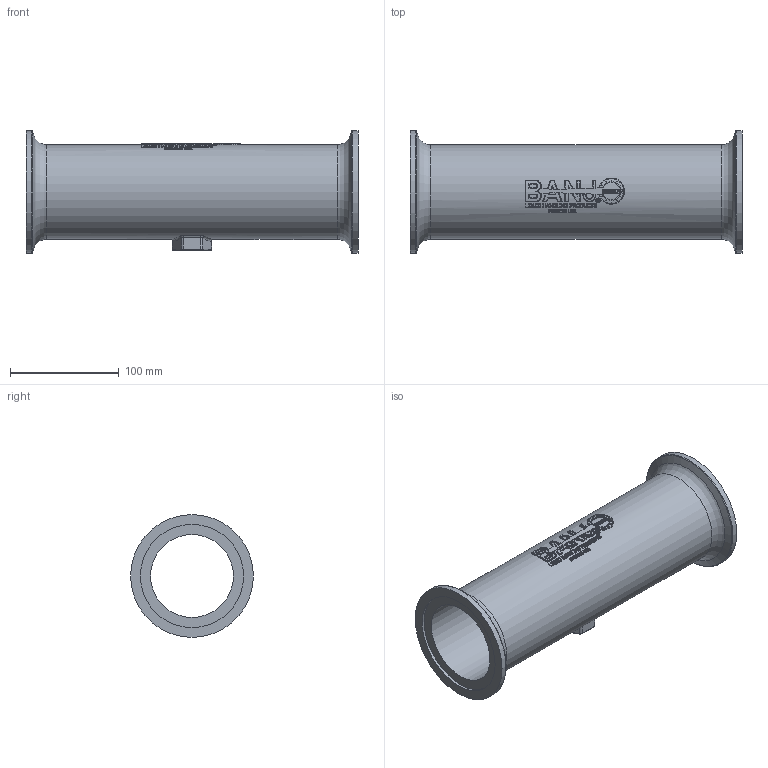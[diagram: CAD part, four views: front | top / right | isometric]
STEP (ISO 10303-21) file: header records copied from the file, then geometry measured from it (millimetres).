
FILE_DESCRIPTION(/* description */ ('3" MANIFOLD COUPLING X 12" W/ 1/2" GAGE PORT'),/* implementation_level */ '2;1');
FILE_NAME(/* name */ 'M300CPG12G.stp',/* time_stamp */ '2016-12-14T08:37:13-05:00',/* author */ ('areid'),/* organization */ (''),/* preprocessor_version */ 'ST-DEVELOPER v16.5',/* originating_system */ 'Autodesk Inventor 2017',/* authorisation */ '');
FILE_SCHEMA (('AUTOMOTIVE_DESIGN { 1 0 10303 214 3 1 1 }'));
Products named in the file (2): M300CPG12G; M300CPG12GX
Assembly tree (1 placements, depth 2):
  M300CPG12G
    M300CPG12GX
Bounding box: 304.8 x 112.78 x 112.78 mm (x, y, z)
Volume: 461727.4 mm3; surface area: 176966.6 mm2
Topology: 4 solids, 4 shells, 830 faces, 2260 edges, 1497 vertices
Faces by surface type: plane 415, bspline 283, cylinder 114, torus 10, cone 8
Full cylindrical faces by diameter (mm): 17.475 x1, 76.2 x1, 86.36 x1, 94.742 x2, 112.776 x2
Entity records: 89552 total; most frequent: CARTESIAN_POINT 69911, ORIENTED_EDGE 4490, DIRECTION 3250, EDGE_CURVE 2241, VERTEX_POINT 1493, LINE 1338, VECTOR 1338, EDGE_LOOP 956
